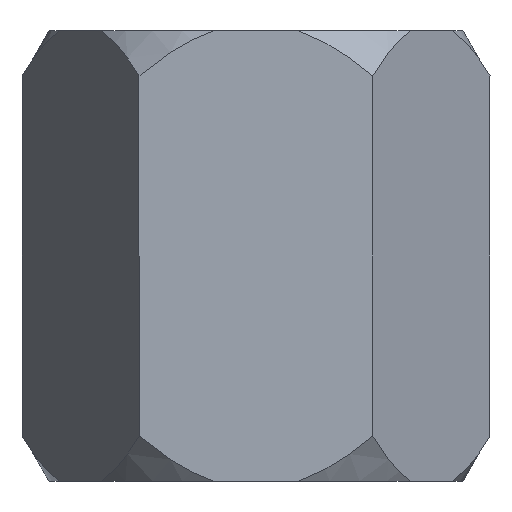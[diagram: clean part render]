
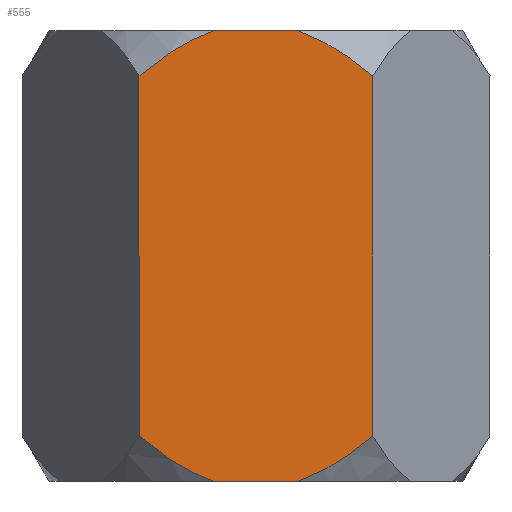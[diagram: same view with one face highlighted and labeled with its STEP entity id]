
A CAD part, front view. The second image highlights one B-rep face of the part: STEP entity #555.
In plain terms, the highlighted planar face has unit normal (0, -1, 0).
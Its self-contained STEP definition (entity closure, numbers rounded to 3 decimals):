
#63=B_SPLINE_CURVE_WITH_KNOTS('',3,(#800,#801,#802,#803),.UNSPECIFIED.,
 .F.,.F.,(4,4),(0.,0.001),.UNSPECIFIED.);
#64=B_SPLINE_CURVE_WITH_KNOTS('',3,(#807,#808,#809,#810),.UNSPECIFIED.,
 .F.,.F.,(4,4),(0.002,0.003),.UNSPECIFIED.);
#65=B_SPLINE_CURVE_WITH_KNOTS('',3,(#814,#815,#816,#817),.UNSPECIFIED.,
 .F.,.F.,(4,4),(0.002,0.003),.UNSPECIFIED.);
#66=B_SPLINE_CURVE_WITH_KNOTS('',3,(#821,#822,#823,#824),.UNSPECIFIED.,
 .F.,.F.,(4,4),(0.,0.001),.UNSPECIFIED.);
#99=ORIENTED_EDGE('',*,*,#209,.T.);
#100=ORIENTED_EDGE('',*,*,#213,.T.);
#101=ORIENTED_EDGE('',*,*,#214,.T.);
#102=ORIENTED_EDGE('',*,*,#215,.T.);
#103=ORIENTED_EDGE('',*,*,#216,.F.);
#104=ORIENTED_EDGE('',*,*,#217,.F.);
#105=ORIENTED_EDGE('',*,*,#218,.F.);
#106=ORIENTED_EDGE('',*,*,#219,.F.);
#209=EDGE_CURVE('',#266,#265,#297,.T.);
#213=EDGE_CURVE('',#265,#269,#63,.T.);
#214=EDGE_CURVE('',#269,#270,#299,.T.);
#215=EDGE_CURVE('',#270,#271,#64,.T.);
#216=EDGE_CURVE('',#272,#271,#300,.T.);
#217=EDGE_CURVE('',#273,#272,#65,.T.);
#218=EDGE_CURVE('',#274,#273,#301,.T.);
#219=EDGE_CURVE('',#266,#274,#66,.T.);
#265=VERTEX_POINT('',#785);
#266=VERTEX_POINT('',#787);
#269=VERTEX_POINT('',#804);
#270=VERTEX_POINT('',#806);
#271=VERTEX_POINT('',#811);
#272=VERTEX_POINT('',#813);
#273=VERTEX_POINT('',#818);
#274=VERTEX_POINT('',#820);
#297=LINE('',#786,#315);
#299=LINE('',#805,#317);
#300=LINE('',#812,#318);
#301=LINE('',#819,#319);
#315=VECTOR('',#635,1000.);
#317=VECTOR('',#639,1000.);
#318=VECTOR('',#640,1000.);
#319=VECTOR('',#641,1000.);
#328=EDGE_LOOP('',(#99,#100,#101,#102,#103,#104,#105,#106));
#356=FACE_BOUND('',#328,.T.);
#384=PLANE('',#583);
#555=ADVANCED_FACE('',(#356),#384,.F.);
#583=AXIS2_PLACEMENT_3D('',#799,#637,#638);
#635=DIRECTION('',(0.,0.,-1.));
#637=DIRECTION('',(0.,1.,0.));
#638=DIRECTION('',(-1.,0.,0.));
#639=DIRECTION('',(1.,0.,0.));
#640=DIRECTION('',(0.,0.,-1.));
#641=DIRECTION('',(1.,0.,0.));
#785=CARTESIAN_POINT('',(-1.299,-2.25,0.5));
#786=CARTESIAN_POINT('',(-1.299,-2.25,5.));
#787=CARTESIAN_POINT('',(-1.299,-2.25,4.5));
#799=CARTESIAN_POINT('',(-1.299,-2.25,5.));
#800=CARTESIAN_POINT('',(-1.299,-2.25,0.5));
#801=CARTESIAN_POINT('',(-1.048,-2.25,0.291));
#802=CARTESIAN_POINT('',(-0.777,-2.25,0.105));
#803=CARTESIAN_POINT('',(-0.468,-2.25,0.));
#804=CARTESIAN_POINT('',(-0.468,-2.25,0.));
#805=CARTESIAN_POINT('',(-1.299,-2.25,0.));
#806=CARTESIAN_POINT('',(0.468,-2.25,0.));
#807=CARTESIAN_POINT('',(0.468,-2.25,0.));
#808=CARTESIAN_POINT('',(0.777,-2.25,0.105));
#809=CARTESIAN_POINT('',(1.048,-2.25,0.291));
#810=CARTESIAN_POINT('',(1.299,-2.25,0.5));
#811=CARTESIAN_POINT('',(1.299,-2.25,0.5));
#812=CARTESIAN_POINT('',(1.299,-2.25,5.));
#813=CARTESIAN_POINT('',(1.299,-2.25,4.5));
#814=CARTESIAN_POINT('',(0.468,-2.25,5.));
#815=CARTESIAN_POINT('',(0.777,-2.25,4.895));
#816=CARTESIAN_POINT('',(1.048,-2.25,4.709));
#817=CARTESIAN_POINT('',(1.299,-2.25,4.5));
#818=CARTESIAN_POINT('',(0.468,-2.25,5.));
#819=CARTESIAN_POINT('',(-1.299,-2.25,5.));
#820=CARTESIAN_POINT('',(-0.468,-2.25,5.));
#821=CARTESIAN_POINT('',(-1.299,-2.25,4.5));
#822=CARTESIAN_POINT('',(-1.048,-2.25,4.709));
#823=CARTESIAN_POINT('',(-0.777,-2.25,4.895));
#824=CARTESIAN_POINT('',(-0.468,-2.25,5.));
